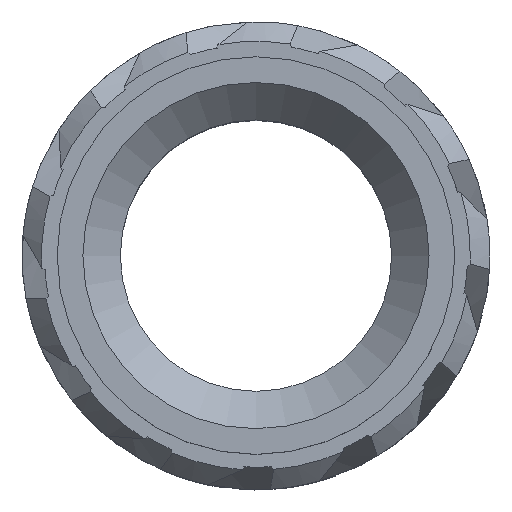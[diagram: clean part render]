
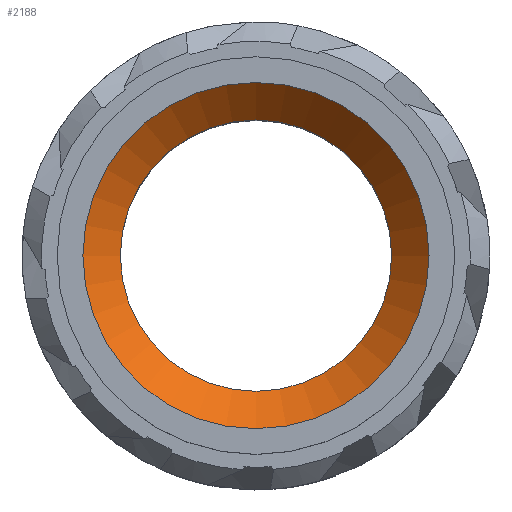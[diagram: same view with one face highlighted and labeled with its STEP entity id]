
A CAD part, top view. The second image highlights one B-rep face of the part: STEP entity #2188.
In plain terms, the highlighted conical face has half-angle 45 degrees and reference radius 1.65 mm.
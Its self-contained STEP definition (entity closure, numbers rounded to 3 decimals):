
#347=FACE_OUTER_BOUND('',#476,.T.);
#476=EDGE_LOOP('',(#1439,#1440,#1441,#1442));
#611=LINE('',#2976,#669);
#669=VECTOR('',#2532,1.65);
#727=CIRCLE('',#2333,1.45);
#728=CIRCLE('',#2334,1.85);
#828=VERTEX_POINT('',#2973);
#829=VERTEX_POINT('',#2975);
#1072=EDGE_CURVE('',#828,#828,#727,.T.);
#1073=EDGE_CURVE('',#828,#829,#611,.T.);
#1074=EDGE_CURVE('',#829,#829,#728,.T.);
#1439=ORIENTED_EDGE('',*,*,#1072,.T.);
#1440=ORIENTED_EDGE('',*,*,#1073,.T.);
#1441=ORIENTED_EDGE('',*,*,#1074,.T.);
#1442=ORIENTED_EDGE('',*,*,#1073,.F.);
#2173=CONICAL_SURFACE('',#2332,1.65,0.785);
#2188=ADVANCED_FACE('',(#347),#2173,.F.);
#2332=AXIS2_PLACEMENT_3D('',#2972,#2528,#2529);
#2333=AXIS2_PLACEMENT_3D('',#2974,#2530,#2531);
#2334=AXIS2_PLACEMENT_3D('',#2977,#2533,#2534);
#2528=DIRECTION('center_axis',(0.,0.,
1.));
#2529=DIRECTION('ref_axis',(-1.,0.,0.));
#2530=DIRECTION('center_axis',(0.,0.,
-1.));
#2531=DIRECTION('ref_axis',(-1.,0.,0.));
#2532=DIRECTION('',(0.707,0.,0.707));
#2533=DIRECTION('center_axis',(0.,0.,
1.));
#2534=DIRECTION('ref_axis',(-1.,0.,0.));
#2972=CARTESIAN_POINT('Origin',(0.,0.,
3.8));
#2973=CARTESIAN_POINT('',(1.45,0.,3.6));
#2974=CARTESIAN_POINT('Origin',(0.,0.,3.6));
#2975=CARTESIAN_POINT('',(1.85,0.,4.));
#2976=CARTESIAN_POINT('',(1.65,0.,3.8));
#2977=CARTESIAN_POINT('Origin',(0.,0.,
4.));
